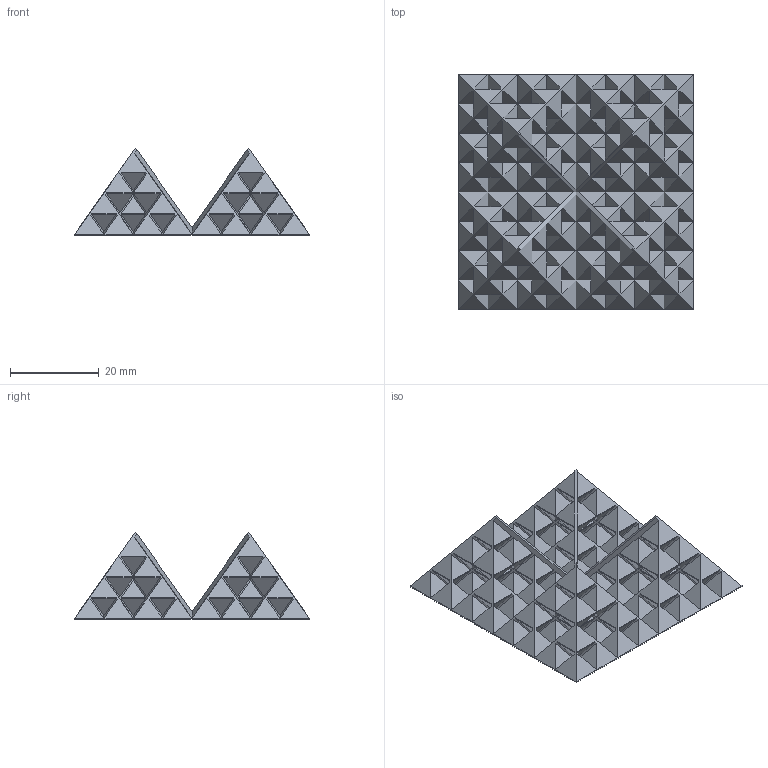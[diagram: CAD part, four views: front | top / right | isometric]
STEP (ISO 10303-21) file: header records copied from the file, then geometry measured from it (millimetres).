
FILE_DESCRIPTION(('Open CASCADE Model'),'2;1');
FILE_NAME('Open CASCADE Shape Model','2023-04-11T17:11:31',('Author'),( 'Open CASCADE'),'Open CASCADE STEP processor 7.7','Open CASCADE 7.7' ,'Unknown');
FILE_SCHEMA(('AUTOMOTIVE_DESIGN { 1 0 10303 214 1 1 1 1 }'));
Products named in the file (1): Open CASCADE STEP translator 7.7 22
Bounding box: 52.86 x 52.86 x 19.45 mm (x, y, z)
Volume: 10859.1 mm3; surface area: 13222.2 mm2
Topology: 1 solids, 1 shells, 981 faces, 2736 edges, 1765 vertices
Faces by surface type: plane 981
Entity records: 65140 total; most frequent: CARTESIAN_POINT 11947, DIRECTION 9180, LINE 7216, VECTOR 7216, ORIENTED_EDGE 5472, PCURVE 5472, DEFINITIONAL_REPRESENTATION 5472, EDGE_CURVE 2736
